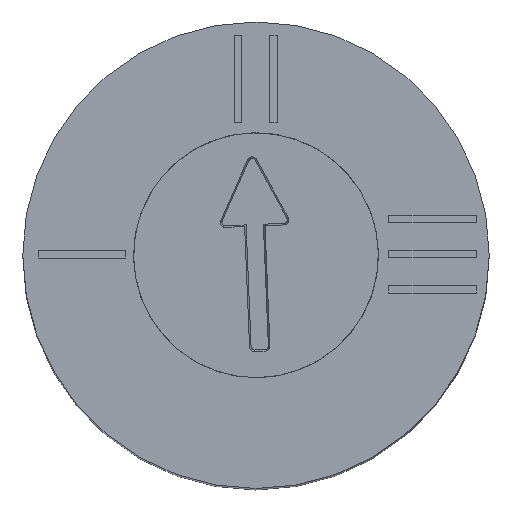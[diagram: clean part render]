
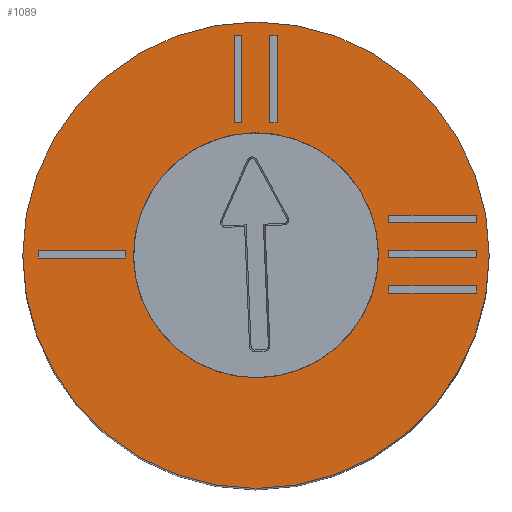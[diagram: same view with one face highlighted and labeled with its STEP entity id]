
A CAD part, top view. The second image highlights one B-rep face of the part: STEP entity #1089.
In plain terms, the highlighted planar face has unit normal (0, 0, 1).
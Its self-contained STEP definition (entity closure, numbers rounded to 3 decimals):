
#30=FACE_BOUND('',#204,.T.);
#31=FACE_BOUND('',#205,.T.);
#32=FACE_BOUND('',#206,.T.);
#33=FACE_BOUND('',#207,.T.);
#34=FACE_BOUND('',#208,.T.);
#35=FACE_BOUND('',#209,.T.);
#36=FACE_BOUND('',#210,.T.);
#57=CIRCLE('',#1217,4.2);
#63=CIRCLE('',#1227,8.);
#137=FACE_OUTER_BOUND('',#203,.T.);
#203=EDGE_LOOP('',(#879));
#204=EDGE_LOOP('',(#880,#881,#882,#883));
#205=EDGE_LOOP('',(#884,#885,#886,#887));
#206=EDGE_LOOP('',(#888,#889,#890,#891));
#207=EDGE_LOOP('',(#892,#893,#894,#895));
#208=EDGE_LOOP('',(#896,#897,#898,#899));
#209=EDGE_LOOP('',(#900,#901,#902,#903));
#210=EDGE_LOOP('',(#904));
#236=LINE('',#1605,#348);
#239=LINE('',#1611,#351);
#242=LINE('',#1617,#354);
#245=LINE('',#1621,#357);
#248=LINE('',#1630,#360);
#251=LINE('',#1636,#363);
#254=LINE('',#1642,#366);
#257=LINE('',#1646,#369);
#260=LINE('',#1655,#372);
#263=LINE('',#1661,#375);
#266=LINE('',#1667,#378);
#269=LINE('',#1671,#381);
#272=LINE('',#1680,#384);
#275=LINE('',#1686,#387);
#278=LINE('',#1692,#390);
#281=LINE('',#1696,#393);
#284=LINE('',#1705,#396);
#287=LINE('',#1711,#399);
#290=LINE('',#1717,#402);
#293=LINE('',#1721,#405);
#296=LINE('',#1730,#408);
#299=LINE('',#1736,#411);
#302=LINE('',#1742,#414);
#305=LINE('',#1746,#417);
#348=VECTOR('',#1280,10.);
#351=VECTOR('',#1285,10.);
#354=VECTOR('',#1290,10.);
#357=VECTOR('',#1295,10.);
#360=VECTOR('',#1302,10.);
#363=VECTOR('',#1307,10.);
#366=VECTOR('',#1312,10.);
#369=VECTOR('',#1317,10.);
#372=VECTOR('',#1324,10.);
#375=VECTOR('',#1329,10.);
#378=VECTOR('',#1334,10.);
#381=VECTOR('',#1339,10.);
#384=VECTOR('',#1346,10.);
#387=VECTOR('',#1351,10.);
#390=VECTOR('',#1356,10.);
#393=VECTOR('',#1361,10.);
#396=VECTOR('',#1368,10.);
#399=VECTOR('',#1373,10.);
#402=VECTOR('',#1378,10.);
#405=VECTOR('',#1383,10.);
#408=VECTOR('',#1390,10.);
#411=VECTOR('',#1395,10.);
#414=VECTOR('',#1400,10.);
#417=VECTOR('',#1405,10.);
#460=VERTEX_POINT('',#1602);
#461=VERTEX_POINT('',#1604);
#463=VERTEX_POINT('',#1610);
#465=VERTEX_POINT('',#1616);
#468=VERTEX_POINT('',#1627);
#469=VERTEX_POINT('',#1629);
#471=VERTEX_POINT('',#1635);
#473=VERTEX_POINT('',#1641);
#476=VERTEX_POINT('',#1652);
#477=VERTEX_POINT('',#1654);
#479=VERTEX_POINT('',#1660);
#481=VERTEX_POINT('',#1666);
#484=VERTEX_POINT('',#1677);
#485=VERTEX_POINT('',#1679);
#487=VERTEX_POINT('',#1685);
#489=VERTEX_POINT('',#1691);
#492=VERTEX_POINT('',#1702);
#493=VERTEX_POINT('',#1704);
#495=VERTEX_POINT('',#1710);
#497=VERTEX_POINT('',#1716);
#500=VERTEX_POINT('',#1727);
#501=VERTEX_POINT('',#1729);
#503=VERTEX_POINT('',#1735);
#505=VERTEX_POINT('',#1741);
#517=VERTEX_POINT('',#1783);
#523=VERTEX_POINT('',#1803);
#558=EDGE_CURVE('',#461,#460,#236,.T.);
#561=EDGE_CURVE('',#463,#461,#239,.T.);
#564=EDGE_CURVE('',#465,#463,#242,.T.);
#567=EDGE_CURVE('',#460,#465,#245,.T.);
#570=EDGE_CURVE('',#469,#468,#248,.T.);
#573=EDGE_CURVE('',#471,#469,#251,.T.);
#576=EDGE_CURVE('',#473,#471,#254,.T.);
#579=EDGE_CURVE('',#468,#473,#257,.T.);
#582=EDGE_CURVE('',#477,#476,#260,.T.);
#585=EDGE_CURVE('',#479,#477,#263,.T.);
#588=EDGE_CURVE('',#481,#479,#266,.T.);
#591=EDGE_CURVE('',#476,#481,#269,.T.);
#594=EDGE_CURVE('',#485,#484,#272,.T.);
#597=EDGE_CURVE('',#487,#485,#275,.T.);
#600=EDGE_CURVE('',#489,#487,#278,.T.);
#603=EDGE_CURVE('',#484,#489,#281,.T.);
#606=EDGE_CURVE('',#493,#492,#284,.T.);
#609=EDGE_CURVE('',#495,#493,#287,.T.);
#612=EDGE_CURVE('',#497,#495,#290,.T.);
#615=EDGE_CURVE('',#492,#497,#293,.T.);
#618=EDGE_CURVE('',#501,#500,#296,.T.);
#621=EDGE_CURVE('',#503,#501,#299,.T.);
#624=EDGE_CURVE('',#505,#503,#302,.T.);
#627=EDGE_CURVE('',#500,#505,#305,.T.);
#644=EDGE_CURVE('',#517,#517,#57,.T.);
#654=EDGE_CURVE('',#523,#523,#63,.T.);
#879=ORIENTED_EDGE('',*,*,#654,.F.);
#880=ORIENTED_EDGE('',*,*,#558,.T.);
#881=ORIENTED_EDGE('',*,*,#567,.T.);
#882=ORIENTED_EDGE('',*,*,#564,.T.);
#883=ORIENTED_EDGE('',*,*,#561,.T.);
#884=ORIENTED_EDGE('',*,*,#570,.T.);
#885=ORIENTED_EDGE('',*,*,#579,.T.);
#886=ORIENTED_EDGE('',*,*,#576,.T.);
#887=ORIENTED_EDGE('',*,*,#573,.T.);
#888=ORIENTED_EDGE('',*,*,#582,.T.);
#889=ORIENTED_EDGE('',*,*,#591,.T.);
#890=ORIENTED_EDGE('',*,*,#588,.T.);
#891=ORIENTED_EDGE('',*,*,#585,.T.);
#892=ORIENTED_EDGE('',*,*,#594,.T.);
#893=ORIENTED_EDGE('',*,*,#603,.T.);
#894=ORIENTED_EDGE('',*,*,#600,.T.);
#895=ORIENTED_EDGE('',*,*,#597,.T.);
#896=ORIENTED_EDGE('',*,*,#606,.T.);
#897=ORIENTED_EDGE('',*,*,#615,.T.);
#898=ORIENTED_EDGE('',*,*,#612,.T.);
#899=ORIENTED_EDGE('',*,*,#609,.T.);
#900=ORIENTED_EDGE('',*,*,#618,.T.);
#901=ORIENTED_EDGE('',*,*,#627,.T.);
#902=ORIENTED_EDGE('',*,*,#624,.T.);
#903=ORIENTED_EDGE('',*,*,#621,.T.);
#904=ORIENTED_EDGE('',*,*,#644,.T.);
#1035=PLANE('',#1228);
#1089=ADVANCED_FACE('',(#137,#30,#31,#32,#33,#34,#35,#36),#1035,.F.);
#1217=AXIS2_PLACEMENT_3D('',#1784,#1451,#1452);
#1227=AXIS2_PLACEMENT_3D('',#1804,#1475,#1476);
#1228=AXIS2_PLACEMENT_3D('',#1806,#1478,#1479);
#1280=DIRECTION('',(1.,0.,0.));
#1285=DIRECTION('',(0.,1.,0.));
#1290=DIRECTION('',(-1.,0.,0.));
#1295=DIRECTION('',(0.,-1.,0.));
#1302=DIRECTION('',(1.,0.,0.));
#1307=DIRECTION('',(0.,1.,0.));
#1312=DIRECTION('',(-1.,0.,0.));
#1317=DIRECTION('',(0.,-1.,0.));
#1324=DIRECTION('',(1.,0.,0.));
#1329=DIRECTION('',(0.,1.,0.));
#1334=DIRECTION('',(-1.,0.,0.));
#1339=DIRECTION('',(0.,-1.,0.));
#1346=DIRECTION('',(0.,-1.,0.));
#1351=DIRECTION('',(1.,0.,0.));
#1356=DIRECTION('',(0.,1.,0.));
#1361=DIRECTION('',(-1.,0.,0.));
#1368=DIRECTION('',(0.,-1.,0.));
#1373=DIRECTION('',(1.,0.,0.));
#1378=DIRECTION('',(0.,1.,0.));
#1383=DIRECTION('',(-1.,0.,0.));
#1390=DIRECTION('',(1.,0.,0.));
#1395=DIRECTION('',(0.,1.,0.));
#1400=DIRECTION('',(-1.,0.,0.));
#1405=DIRECTION('',(0.,-1.,0.));
#1451=DIRECTION('center_axis',(0.,0.,-1.));
#1452=DIRECTION('ref_axis',(1.,0.,0.));
#1475=DIRECTION('center_axis',(0.,0.,-1.));
#1476=DIRECTION('ref_axis',(-1.,0.,0.));
#1478=DIRECTION('center_axis',(0.,0.,-1.));
#1479=DIRECTION('ref_axis',(-1.,0.,0.));
#1602=CARTESIAN_POINT('',(7.563,1.378,33.));
#1604=CARTESIAN_POINT('',(4.555,1.378,33.));
#1605=CARTESIAN_POINT('',(3.782,1.378,33.));
#1610=CARTESIAN_POINT('',(4.555,1.121,33.));
#1611=CARTESIAN_POINT('',(4.555,0.689,33.));
#1616=CARTESIAN_POINT('',(7.563,1.121,33.));
#1617=CARTESIAN_POINT('',(2.278,1.121,33.));
#1621=CARTESIAN_POINT('',(7.563,0.561,33.));
#1627=CARTESIAN_POINT('',(7.563,0.169,33.));
#1629=CARTESIAN_POINT('',(4.555,0.169,33.));
#1630=CARTESIAN_POINT('',(3.782,0.169,33.));
#1635=CARTESIAN_POINT('',(4.555,-0.088,33.));
#1636=CARTESIAN_POINT('',(4.555,0.084,33.));
#1641=CARTESIAN_POINT('',(7.563,-0.088,33.));
#1642=CARTESIAN_POINT('',(2.278,-0.088,33.));
#1646=CARTESIAN_POINT('',(7.563,-0.044,33.));
#1652=CARTESIAN_POINT('',(7.563,-1.041,33.));
#1654=CARTESIAN_POINT('',(4.555,-1.041,33.));
#1655=CARTESIAN_POINT('',(3.782,-1.041,33.));
#1660=CARTESIAN_POINT('',(4.555,-1.298,33.));
#1661=CARTESIAN_POINT('',(4.555,-0.52,33.));
#1666=CARTESIAN_POINT('',(7.563,-1.298,33.));
#1667=CARTESIAN_POINT('',(2.278,-1.298,33.));
#1671=CARTESIAN_POINT('',(7.563,-0.649,33.));
#1677=CARTESIAN_POINT('',(0.726,4.546,33.));
#1679=CARTESIAN_POINT('',(0.726,7.554,33.));
#1680=CARTESIAN_POINT('',(0.726,2.273,33.));
#1685=CARTESIAN_POINT('',(0.469,7.554,33.));
#1686=CARTESIAN_POINT('',(0.363,7.554,33.));
#1691=CARTESIAN_POINT('',(0.469,4.546,33.));
#1692=CARTESIAN_POINT('',(0.469,3.777,33.));
#1696=CARTESIAN_POINT('',(0.234,4.546,33.));
#1702=CARTESIAN_POINT('',(-0.484,4.546,33.));
#1704=CARTESIAN_POINT('',(-0.484,7.554,33.));
#1705=CARTESIAN_POINT('',(-0.484,2.273,33.));
#1710=CARTESIAN_POINT('',(-0.741,7.554,33.));
#1711=CARTESIAN_POINT('',(-0.242,7.554,33.));
#1716=CARTESIAN_POINT('',(-0.741,4.546,33.));
#1717=CARTESIAN_POINT('',(-0.741,3.777,33.));
#1721=CARTESIAN_POINT('',(-0.37,4.546,33.));
#1727=CARTESIAN_POINT('',(-4.46,0.162,33.));
#1729=CARTESIAN_POINT('',(-7.468,0.162,33.));
#1730=CARTESIAN_POINT('',(-2.23,0.162,33.));
#1735=CARTESIAN_POINT('',(-7.468,-0.095,33.));
#1736=CARTESIAN_POINT('',(-7.468,0.081,33.));
#1741=CARTESIAN_POINT('',(-4.46,-0.095,33.));
#1742=CARTESIAN_POINT('',(-3.734,-0.095,33.));
#1746=CARTESIAN_POINT('',(-4.46,-0.047,33.));
#1783=CARTESIAN_POINT('',(-4.2,0.,33.));
#1784=CARTESIAN_POINT('Origin',(0.,0.,33.));
#1803=CARTESIAN_POINT('',(8.,0.,33.));
#1804=CARTESIAN_POINT('Origin',(0.,0.,33.));
#1806=CARTESIAN_POINT('Origin',(0.,0.,33.));
